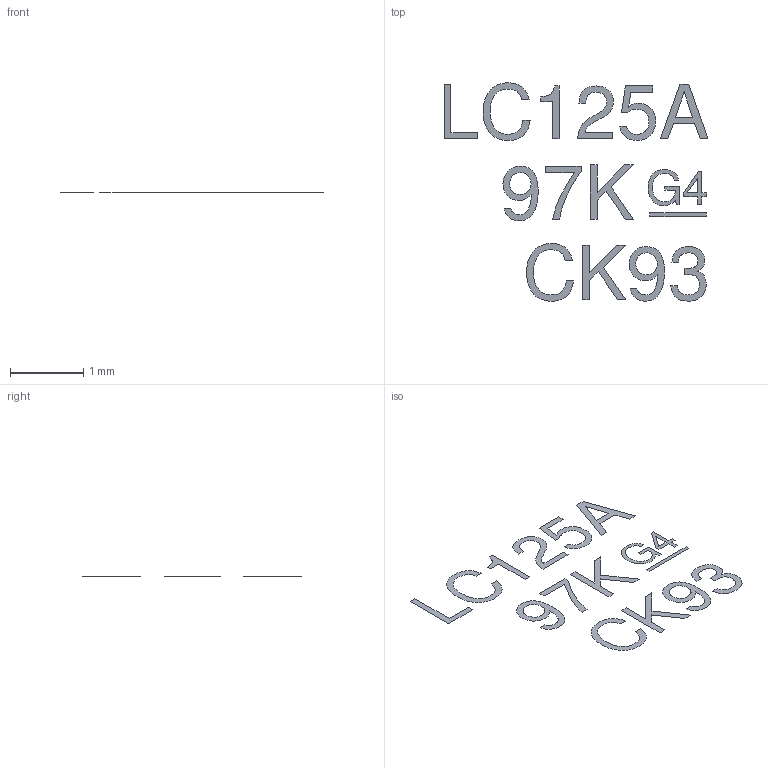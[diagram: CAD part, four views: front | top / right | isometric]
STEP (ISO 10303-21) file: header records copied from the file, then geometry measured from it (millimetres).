
FILE_DESCRIPTION(('FreeCAD Model'),'2;1');
FILE_NAME('Open CASCADE Shape Model','2023-04-29T11:02:35',('Author'),( ''),'Open CASCADE STEP processor 7.5','FreeCAD','Unknown');
FILE_SCHEMA(('AUTOMOTIVE_DESIGN { 1 0 10303 214 1 1 1 1 }'));
Length unit declared in the file: millimetre
Products named in the file (6): text_smd_Line03; Line01; Line002; Line003; Line004; Line005
Assembly tree (5 placements, depth 2):
  text_smd_Line03
    Line01
    Line002
    Line003
    Line004
    Line005
Bounding box: 3.61 x 2.99 x 0 mm (x, y, z)
Surface area: 2 mm2 (no closed solid volume)
Topology: 0 solids, 16 shells, 16 faces, 270 edges, 270 vertices
Faces by surface type: plane 16
Entity records: 2584 total; most frequent: CARTESIAN_POINT 898, ORIENTED_EDGE 270, EDGE_CURVE 270, VERTEX_POINT 270, B_SPLINE_CURVE_WITH_KNOTS 168, DIRECTION 146, LINE 102, VECTOR 102
